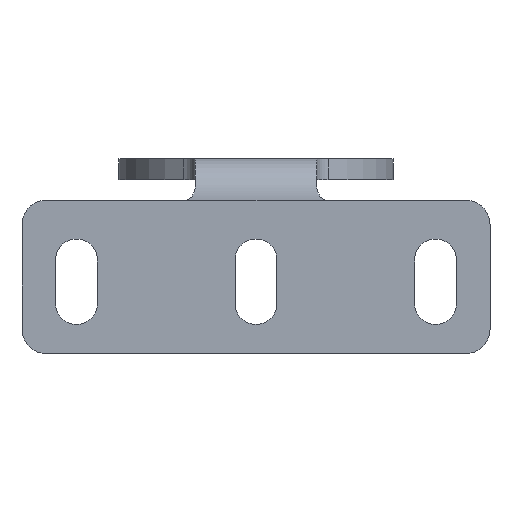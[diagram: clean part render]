
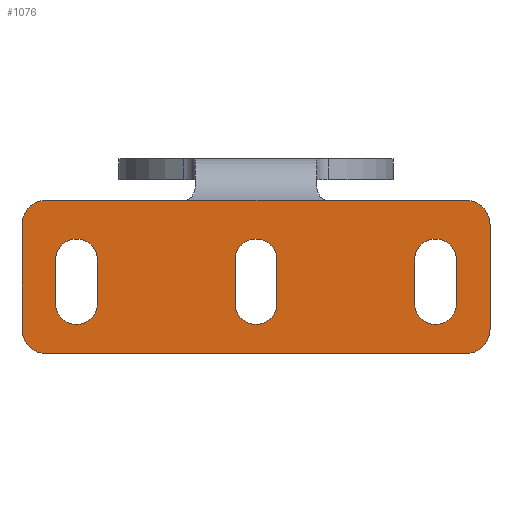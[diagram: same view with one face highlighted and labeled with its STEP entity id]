
A CAD part, top view. The second image highlights one B-rep face of the part: STEP entity #1076.
In plain terms, the highlighted planar face has unit normal (0, 0, 1).
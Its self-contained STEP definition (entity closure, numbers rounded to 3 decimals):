
#107=DIRECTION('',(-1.,0.,0.));
#108=VECTOR('',#107,17.6);
#109=CARTESIAN_POINT('',(8.8,19.,2.6));
#110=LINE('',#109,#108);
#111=CARTESIAN_POINT('',(-8.8,19.,2.6));
#126=CARTESIAN_POINT('',(8.8,19.,2.6));
#137=CARTESIAN_POINT('',(-26.,16.,2.6));
#138=DIRECTION('',(0.,0.,1.));
#139=DIRECTION('',(0.,1.,0.));
#140=AXIS2_PLACEMENT_3D('',#137,#138,#139);
#142=DIRECTION('',(1.,0.,0.));
#143=VECTOR('',#142,17.2);
#144=CARTESIAN_POINT('',(-26.,19.,2.6));
#145=LINE('',#144,#143);
#146=DIRECTION('',(-1.,0.,0.));
#147=VECTOR('',#146,17.2);
#148=CARTESIAN_POINT('',(26.,19.,2.6));
#149=LINE('',#148,#147);
#150=CARTESIAN_POINT('',(26.,16.,2.6));
#151=DIRECTION('',(0.,0.,1.));
#152=DIRECTION('',(1.,0.,0.));
#153=AXIS2_PLACEMENT_3D('',#150,#151,#152);
#155=DIRECTION('',(0.,1.,0.));
#156=VECTOR('',#155,13.);
#157=CARTESIAN_POINT('',(29.,3.,2.6));
#158=LINE('',#157,#156);
#159=CARTESIAN_POINT('',(26.,3.,2.6));
#160=DIRECTION('',(0.,0.,1.));
#161=DIRECTION('',(0.,-1.,0.));
#162=AXIS2_PLACEMENT_3D('',#159,#160,#161);
#164=DIRECTION('',(1.,0.,0.));
#165=VECTOR('',#164,52.);
#166=CARTESIAN_POINT('',(-26.,0.,2.6));
#167=LINE('',#166,#165);
#168=CARTESIAN_POINT('',(-26.,3.,2.6));
#169=DIRECTION('',(0.,0.,1.));
#170=DIRECTION('',(-1.,0.,0.));
#171=AXIS2_PLACEMENT_3D('',#168,#169,#170);
#173=DIRECTION('',(0.,-1.,0.));
#174=VECTOR('',#173,13.);
#175=CARTESIAN_POINT('',(-29.,16.,2.6));
#176=LINE('',#175,#174);
#177=DIRECTION('',(0.,1.,0.));
#178=VECTOR('',#177,5.4);
#179=CARTESIAN_POINT('',(19.65,6.2,2.6));
#180=LINE('',#179,#178);
#181=CARTESIAN_POINT('',(22.25,6.2,2.6));
#182=DIRECTION('',(0.,0.,1.));
#183=DIRECTION('',(-1.,0.,0.));
#184=AXIS2_PLACEMENT_3D('',#181,#182,#183);
#186=DIRECTION('',(0.,-1.,0.));
#187=VECTOR('',#186,5.4);
#188=CARTESIAN_POINT('',(24.85,11.6,2.6));
#189=LINE('',#188,#187);
#190=CARTESIAN_POINT('',(22.25,11.6,2.6));
#191=DIRECTION('',(0.,0.,1.));
#192=DIRECTION('',(1.,0.,0.));
#193=AXIS2_PLACEMENT_3D('',#190,#191,#192);
#195=DIRECTION('',(0.,1.,0.));
#196=VECTOR('',#195,5.4);
#197=CARTESIAN_POINT('',(-24.85,6.2,2.6));
#198=LINE('',#197,#196);
#199=CARTESIAN_POINT('',(-22.25,6.2,2.6));
#200=DIRECTION('',(0.,0.,1.));
#201=DIRECTION('',(-1.,0.,0.));
#202=AXIS2_PLACEMENT_3D('',#199,#200,#201);
#204=DIRECTION('',(0.,-1.,0.));
#205=VECTOR('',#204,5.4);
#206=CARTESIAN_POINT('',(-19.65,11.6,2.6));
#207=LINE('',#206,#205);
#208=CARTESIAN_POINT('',(-22.25,11.6,2.6));
#209=DIRECTION('',(0.,0.,1.));
#210=DIRECTION('',(1.,0.,0.));
#211=AXIS2_PLACEMENT_3D('',#208,#209,#210);
#213=DIRECTION('',(0.,1.,0.));
#214=VECTOR('',#213,5.4);
#215=CARTESIAN_POINT('',(-2.6,6.2,2.6));
#216=LINE('',#215,#214);
#217=CARTESIAN_POINT('',(0.,6.2,2.6));
#218=DIRECTION('',(0.,0.,1.));
#219=DIRECTION('',(-1.,0.,0.));
#220=AXIS2_PLACEMENT_3D('',#217,#218,#219);
#222=DIRECTION('',(0.,-1.,0.));
#223=VECTOR('',#222,5.4);
#224=CARTESIAN_POINT('',(2.6,11.6,2.6));
#225=LINE('',#224,#223);
#226=CARTESIAN_POINT('',(0.,11.6,2.6));
#227=DIRECTION('',(0.,0.,1.));
#228=DIRECTION('',(1.,0.,0.));
#229=AXIS2_PLACEMENT_3D('',#226,#227,#228);
#695=VERTEX_POINT('',#126);
#697=VERTEX_POINT('',#111);
#777=CARTESIAN_POINT('',(-26.,19.,2.6));
#778=VERTEX_POINT('',#777);
#779=CARTESIAN_POINT('',(-29.,16.,2.6));
#780=VERTEX_POINT('',#779);
#785=CARTESIAN_POINT('',(-29.,3.,2.6));
#786=VERTEX_POINT('',#785);
#787=CARTESIAN_POINT('',(-26.,0.,2.6));
#788=VERTEX_POINT('',#787);
#793=CARTESIAN_POINT('',(29.,16.,2.6));
#794=VERTEX_POINT('',#793);
#795=CARTESIAN_POINT('',(26.,19.,2.6));
#796=VERTEX_POINT('',#795);
#801=CARTESIAN_POINT('',(26.,0.,2.6));
#802=VERTEX_POINT('',#801);
#803=CARTESIAN_POINT('',(29.,3.,2.6));
#804=VERTEX_POINT('',#803);
#829=CARTESIAN_POINT('',(-2.6,6.2,2.6));
#830=CARTESIAN_POINT('',(-2.6,11.6,2.6));
#831=VERTEX_POINT('',#829);
#832=VERTEX_POINT('',#830);
#833=CARTESIAN_POINT('',(2.6,11.6,2.6));
#834=VERTEX_POINT('',#833);
#835=CARTESIAN_POINT('',(2.6,6.2,2.6));
#836=VERTEX_POINT('',#835);
#853=CARTESIAN_POINT('',(-24.85,6.2,2.6));
#854=CARTESIAN_POINT('',(-24.85,11.6,2.6));
#855=VERTEX_POINT('',#853);
#856=VERTEX_POINT('',#854);
#857=CARTESIAN_POINT('',(-19.65,11.6,2.6));
#858=VERTEX_POINT('',#857);
#859=CARTESIAN_POINT('',(-19.65,6.2,2.6));
#860=VERTEX_POINT('',#859);
#861=CARTESIAN_POINT('',(19.65,6.2,2.6));
#862=CARTESIAN_POINT('',(19.65,11.6,2.6));
#863=VERTEX_POINT('',#861);
#864=VERTEX_POINT('',#862);
#865=CARTESIAN_POINT('',(24.85,11.6,2.6));
#866=VERTEX_POINT('',#865);
#867=CARTESIAN_POINT('',(24.85,6.2,2.6));
#868=VERTEX_POINT('',#867);
#1022=CARTESIAN_POINT('',(0.,0.,2.6));
#1023=DIRECTION('',(0.,0.,1.));
#1024=DIRECTION('',(1.,0.,0.));
#1025=AXIS2_PLACEMENT_3D('',#1022,#1023,#1024);
#1026=PLANE('',#1025);
#1027=ORIENTED_EDGE('',*,*,#935,.F.);
#1028=ORIENTED_EDGE('',*,*,#951,.T.);
#1029=ORIENTED_EDGE('',*,*,#1008,.F.);
#1031=ORIENTED_EDGE('',*,*,#1030,.F.);
#1033=ORIENTED_EDGE('',*,*,#1032,.F.);
#1035=ORIENTED_EDGE('',*,*,#1034,.F.);
#1037=ORIENTED_EDGE('',*,*,#1036,.F.);
#1039=ORIENTED_EDGE('',*,*,#1038,.F.);
#1041=ORIENTED_EDGE('',*,*,#1040,.F.);
#1043=ORIENTED_EDGE('',*,*,#1042,.F.);
#1044=EDGE_LOOP('',(#1027,#1028,#1029,#1031,#1033,#1035,#1037,#1039,#1041,
#1043));
#1045=FACE_OUTER_BOUND('',#1044,.F.);
#1047=ORIENTED_EDGE('',*,*,#1046,.F.);
#1049=ORIENTED_EDGE('',*,*,#1048,.T.);
#1051=ORIENTED_EDGE('',*,*,#1050,.F.);
#1053=ORIENTED_EDGE('',*,*,#1052,.T.);
#1054=EDGE_LOOP('',(#1047,#1049,#1051,#1053));
#1055=FACE_BOUND('',#1054,.F.);
#1057=ORIENTED_EDGE('',*,*,#1056,.F.);
#1059=ORIENTED_EDGE('',*,*,#1058,.T.);
#1061=ORIENTED_EDGE('',*,*,#1060,.F.);
#1063=ORIENTED_EDGE('',*,*,#1062,.T.);
#1064=EDGE_LOOP('',(#1057,#1059,#1061,#1063));
#1065=FACE_BOUND('',#1064,.F.);
#1067=ORIENTED_EDGE('',*,*,#1066,.F.);
#1069=ORIENTED_EDGE('',*,*,#1068,.T.);
#1071=ORIENTED_EDGE('',*,*,#1070,.F.);
#1073=ORIENTED_EDGE('',*,*,#1072,.T.);
#1074=EDGE_LOOP('',(#1067,#1069,#1071,#1073));
#1075=FACE_BOUND('',#1074,.F.);
#1076=ADVANCED_FACE('',(#1045,#1055,#1065,#1075),#1026,.T.);
#141=CIRCLE('',#140,3.);
#154=CIRCLE('',#153,3.);
#163=CIRCLE('',#162,3.);
#172=CIRCLE('',#171,3.);
#185=CIRCLE('',#184,2.6);
#194=CIRCLE('',#193,2.6);
#203=CIRCLE('',#202,2.6);
#212=CIRCLE('',#211,2.6);
#221=CIRCLE('',#220,2.6);
#230=CIRCLE('',#229,2.6);
#935=EDGE_CURVE('',#778,#780,#141,.T.);
#951=EDGE_CURVE('',#778,#697,#145,.T.);
#1008=EDGE_CURVE('',#695,#697,#110,.T.);
#1030=EDGE_CURVE('',#796,#695,#149,.T.);
#1032=EDGE_CURVE('',#794,#796,#154,.T.);
#1034=EDGE_CURVE('',#804,#794,#158,.T.);
#1036=EDGE_CURVE('',#802,#804,#163,.T.);
#1038=EDGE_CURVE('',#788,#802,#167,.T.);
#1040=EDGE_CURVE('',#786,#788,#172,.T.);
#1042=EDGE_CURVE('',#780,#786,#176,.T.);
#1046=EDGE_CURVE('',#863,#864,#180,.T.);
#1048=EDGE_CURVE('',#863,#868,#185,.T.);
#1050=EDGE_CURVE('',#866,#868,#189,.T.);
#1052=EDGE_CURVE('',#866,#864,#194,.T.);
#1056=EDGE_CURVE('',#855,#856,#198,.T.);
#1058=EDGE_CURVE('',#855,#860,#203,.T.);
#1060=EDGE_CURVE('',#858,#860,#207,.T.);
#1062=EDGE_CURVE('',#858,#856,#212,.T.);
#1066=EDGE_CURVE('',#831,#832,#216,.T.);
#1068=EDGE_CURVE('',#831,#836,#221,.T.);
#1070=EDGE_CURVE('',#834,#836,#225,.T.);
#1072=EDGE_CURVE('',#834,#832,#230,.T.);
